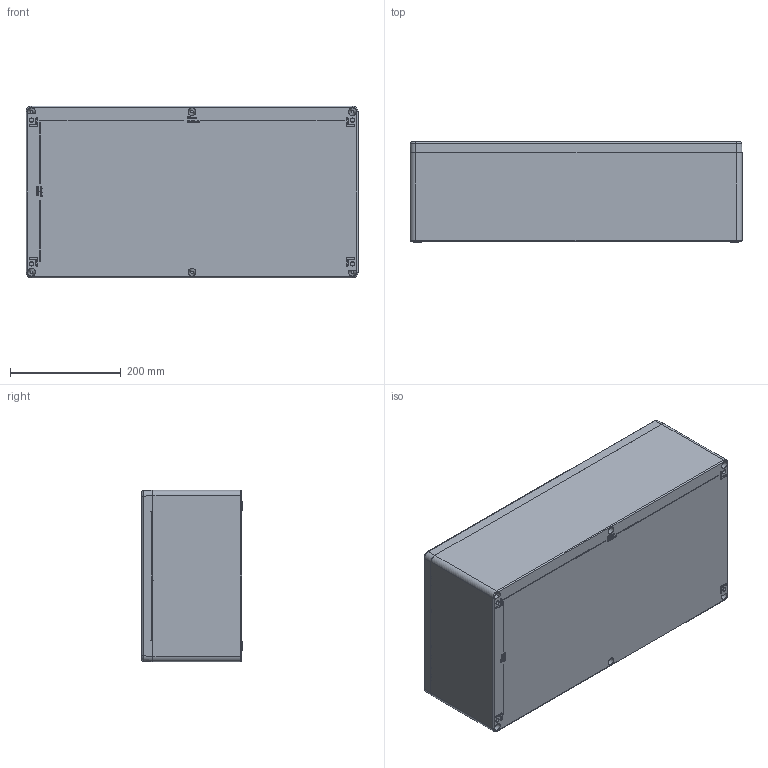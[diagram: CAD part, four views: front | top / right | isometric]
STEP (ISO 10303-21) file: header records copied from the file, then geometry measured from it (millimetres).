
FILE_DESCRIPTION (( 'STEP AP214' ), '1' );
FILE_NAME ('01316018.STEP', '2024-03-27T09:47:09', ( 'ROSE Systemtechnik GmbH ' ), ( 'ROSE Systemtechnik GmbH ' ), 'SwSTEP 2.0', 'SolidWorks 2020', '' );
FILE_SCHEMA (( 'AUTOMOTIVE_DESIGN' ));
Length unit declared in the file: millimetre
Products named in the file (6): 93134; 99999_1760_F〉 Deckel 04072; 03721_Bearbeitung nach Zeichn. 01-2-037210-01-0; 83111; 04072_Bearbeitung n.Zeichn. (01-2-021510-03-0); 01316018
Assembly tree (15 placements, depth 2):
  01316018
    03721_Bearbeitung nach Zeichn. 01-2-037210-01-0
    04072_Bearbeitung n.Zeichn. (01-2-021510-03-0)
    93134  x6
    83111  x6
    99999_1760_F〉 Deckel 04072
Bounding box: 600 x 181 x 310 mm (x, y, z)
Volume: 4445480.1 mm3; surface area: 1466115.5 mm2
Topology: 15 solids, 15 shells, 1577 faces, 3833 edges, 2399 vertices
Faces by surface type: plane 678, bspline 368, cylinder 270, torus 139, cone 107, sphere 15
Full cylindrical faces by diameter (mm): 5 x13, 5.3 x6, 5.95 x5, 6 x12, 6.15 x5, 10 x6, 11 x1
Entity records: 61891 total; most frequent: CARTESIAN_POINT 31824, ORIENTED_EDGE 6568, DIRECTION 5080, EDGE_CURVE 3284, VERTEX_POINT 2113, AXIS2_PLACEMENT_3D 1757, EDGE_LOOP 1687, LINE 1566
